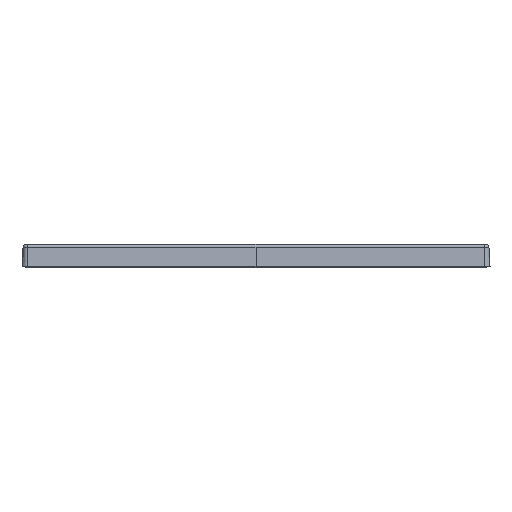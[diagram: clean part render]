
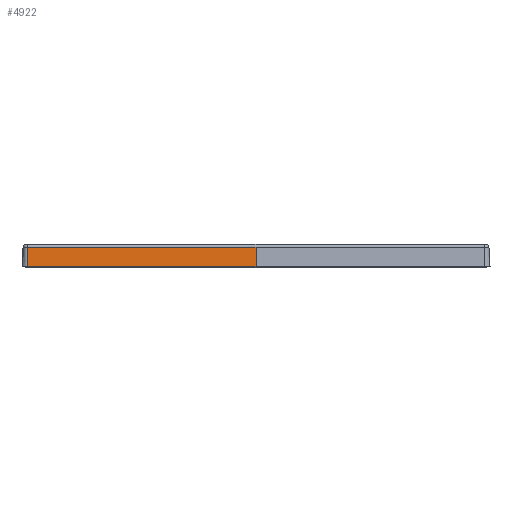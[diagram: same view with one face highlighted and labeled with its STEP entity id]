
A CAD part, left-side view. The second image highlights one B-rep face of the part: STEP entity #4922.
In plain terms, the highlighted planar face has unit normal (-0.999, 0, 0.052).
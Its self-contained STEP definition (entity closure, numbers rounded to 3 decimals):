
#730=PLANE('',#35927);
#926=LINE('',#45393,#1338);
#931=LINE('',#45418,#1343);
#932=LINE('',#45427,#1344);
#1338=VECTOR('',#38699,1.);
#1343=VECTOR('',#38710,1.);
#1344=VECTOR('',#38713,1.);
#4922=ADVANCED_FACE('',(#7668),#730,.T.);
#7668=FACE_OUTER_BOUND('',#10058,.T.);
#10058=EDGE_LOOP('',(#12700,#12701,#12702,#12703));
#12700=ORIENTED_EDGE('',*,*,#27039,.T.);
#12701=ORIENTED_EDGE('',*,*,#27032,.T.);
#12702=ORIENTED_EDGE('',*,*,#27041,.F.);
#12703=ORIENTED_EDGE('',*,*,#27042,.F.);
#23736=VERTEX_POINT('',#44750);
#23763=VERTEX_POINT('',#45394);
#23768=VERTEX_POINT('',#45419);
#23769=VERTEX_POINT('',#45428);
#27032=EDGE_CURVE('',#23763,#23736,#926,.T.);
#27039=EDGE_CURVE('',#23768,#23763,#931,.T.);
#27041=EDGE_CURVE('',#23769,#23736,#932,.T.);
#27042=EDGE_CURVE('',#23768,#23769,#32549,.T.);
#32549=B_SPLINE_CURVE_WITH_KNOTS('',3,(#45429,#45430,#45431,#45432,#45433,
#45434,#45435,#45436,#45437,#45438,#45439,#45440,#45441),.UNSPECIFIED.,
 .F.,.F.,(4,3,3,3,4),(0.,0.042,0.084,0.253,
1.),.UNSPECIFIED.);
#35927=AXIS2_PLACEMENT_3D('',#45442,#38714,#38715);
#38699=DIRECTION('',(0.,-1.,0.));
#38710=DIRECTION('',(-0.052,0.,-0.999));
#38713=DIRECTION('',(-0.052,0.,-0.999));
#38714=DIRECTION('',(-0.999,0.,0.052));
#38715=DIRECTION('',(0.052,0.,0.999));
#44750=CARTESIAN_POINT('',(-431.344,-18.783,-4.61));
#45393=CARTESIAN_POINT('',(-431.344,371.332,-4.61));
#45394=CARTESIAN_POINT('',(-431.344,371.332,-4.61));
#45418=CARTESIAN_POINT('',(-431.459,371.332,-6.81));
#45419=CARTESIAN_POINT('',(-429.614,371.332,28.39));
#45427=CARTESIAN_POINT('',(-431.459,-18.783,-6.81));
#45428=CARTESIAN_POINT('',(-429.615,-18.783,28.369));
#45429=CARTESIAN_POINT('',(-429.614,371.332,28.39));
#45430=CARTESIAN_POINT('',(-429.616,365.845,28.36));
#45431=CARTESIAN_POINT('',(-429.615,360.357,28.375));
#45432=CARTESIAN_POINT('',(-429.615,354.869,28.373));
#45433=CARTESIAN_POINT('',(-429.615,349.382,28.372));
#45434=CARTESIAN_POINT('',(-429.615,343.894,28.37));
#45435=CARTESIAN_POINT('',(-429.615,338.406,28.369));
#45436=CARTESIAN_POINT('',(-429.615,316.456,28.366));
#45437=CARTESIAN_POINT('',(-429.615,294.506,28.369));
#45438=CARTESIAN_POINT('',(-429.615,272.555,28.369));
#45439=CARTESIAN_POINT('',(-429.615,175.442,28.369));
#45440=CARTESIAN_POINT('',(-429.615,78.33,28.369));
#45441=CARTESIAN_POINT('',(-429.615,-18.783,28.369));
#45442=CARTESIAN_POINT('',(-431.459,-118.668,-6.81));
